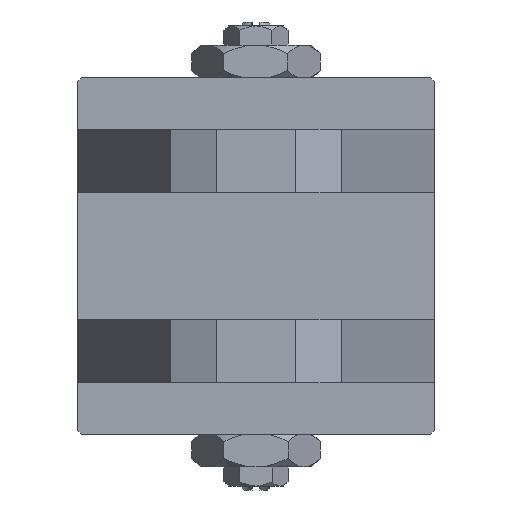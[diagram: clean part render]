
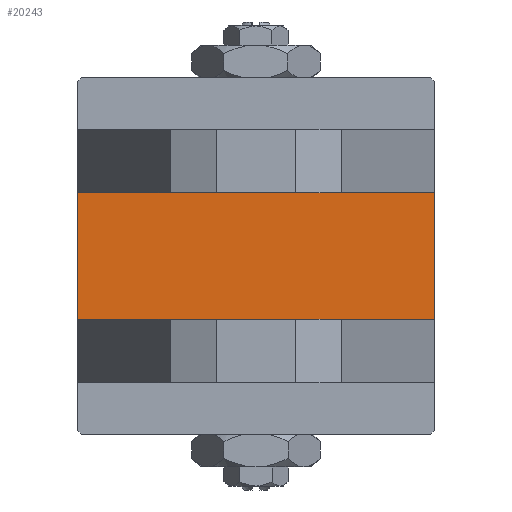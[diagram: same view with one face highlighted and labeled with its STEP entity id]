
A CAD part, left-side view. The second image highlights one B-rep face of the part: STEP entity #20243.
In plain terms, the highlighted planar face has unit normal (-1, 0, 0).
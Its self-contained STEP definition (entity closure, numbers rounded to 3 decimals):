
#746 = EDGE_CURVE ( 'NONE', #30892, #21565, #16921, .T. ) ;
#3791 = EDGE_LOOP ( 'NONE', ( #30913, #18772, #49640, #18818 ) ) ;
#4238 = CARTESIAN_POINT ( 'NONE',  ( 0., 22.5, 22.5 ) ) ;
#7545 = CARTESIAN_POINT ( 'NONE',  ( 0., 22.5, -22.5 ) ) ;
#8187 = CARTESIAN_POINT ( 'NONE',  ( 0., -8., -22.5 ) ) ;
#9314 = DIRECTION ( 'NONE',  ( 0., 0., -1. ) ) ;
#13996 = CARTESIAN_POINT ( 'NONE',  ( 0., -8., 22.5 ) ) ;
#16370 = VERTEX_POINT ( 'NONE', #32681 ) ;
#16392 = VECTOR ( 'NONE', #41181, 1000. ) ;
#16921 = LINE ( 'NONE', #4238, #34754 ) ;
#18772 = ORIENTED_EDGE ( 'NONE', *, *, #38016, .F. ) ;
#18818 = ORIENTED_EDGE ( 'NONE', *, *, #42656, .T. ) ;
#19414 = LINE ( 'NONE', #13996, #16392 ) ;
#20191 = FACE_OUTER_BOUND ( 'NONE', #3791, .T. ) ;
#20243 = ADVANCED_FACE ( 'NONE', ( #20191 ), #53266, .T. ) ;
#21565 = VERTEX_POINT ( 'NONE', #45599 ) ;
#22751 = VECTOR ( 'NONE', #9314, 1000. ) ;
#27926 = DIRECTION ( 'NONE',  ( 0., 0., 1. ) ) ;
#30892 = VERTEX_POINT ( 'NONE', #40360 ) ;
#30913 = ORIENTED_EDGE ( 'NONE', *, *, #31777, .T. ) ;
#31777 = EDGE_CURVE ( 'NONE', #16370, #45463, #45030, .T. ) ;
#32681 = CARTESIAN_POINT ( 'NONE',  ( 0., 8., -22.5 ) ) ;
#34754 = VECTOR ( 'NONE', #37867, 1000. ) ;
#37867 = DIRECTION ( 'NONE',  ( 0., -1., 0. ) ) ;
#38016 = EDGE_CURVE ( 'NONE', #21565, #45463, #19414, .T. ) ;
#39893 = CARTESIAN_POINT ( 'NONE',  ( 0., 8., 22.5 ) ) ;
#40329 = CARTESIAN_POINT ( 'NONE',  ( 0., 0., 0. ) ) ;
#40360 = CARTESIAN_POINT ( 'NONE',  ( 0., 8., 22.5 ) ) ;
#41181 = DIRECTION ( 'NONE',  ( 0., 0., -1. ) ) ;
#42656 = EDGE_CURVE ( 'NONE', #30892, #16370, #42943, .T. ) ;
#42943 = LINE ( 'NONE', #39893, #22751 ) ;
#44000 = AXIS2_PLACEMENT_3D ( 'NONE', #40329, #52721, #27926 ) ;
#45030 = LINE ( 'NONE', #7545, #52388 ) ;
#45463 = VERTEX_POINT ( 'NONE', #8187 ) ;
#45599 = CARTESIAN_POINT ( 'NONE',  ( 0., -8., 22.5 ) ) ;
#49640 = ORIENTED_EDGE ( 'NONE', *, *, #746, .F. ) ;
#52388 = VECTOR ( 'NONE', #54411, 1000. ) ;
#52721 = DIRECTION ( 'NONE',  ( -1., 0., 0. ) ) ;
#53266 = PLANE ( 'NONE',  #44000 ) ;
#54411 = DIRECTION ( 'NONE',  ( 0., -1., 0. ) ) ;
